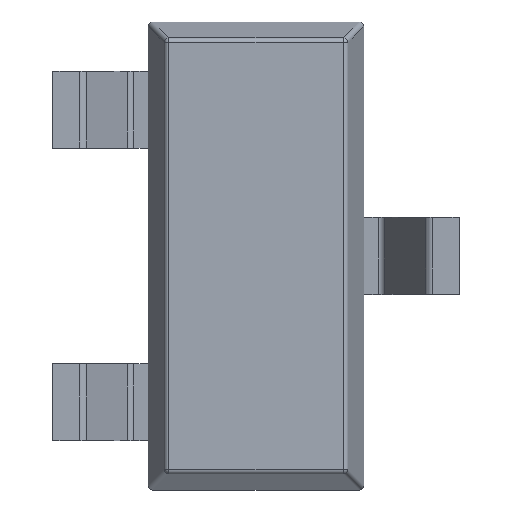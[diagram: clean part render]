
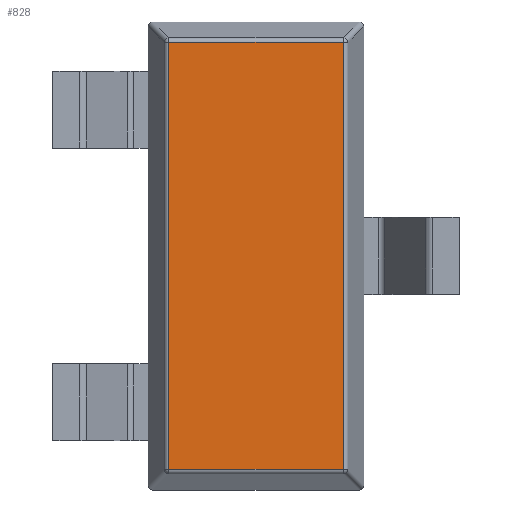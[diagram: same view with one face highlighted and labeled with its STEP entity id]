
A CAD part, top view. The second image highlights one B-rep face of the part: STEP entity #828.
In plain terms, the highlighted planar face has unit normal (0, 0, 1).
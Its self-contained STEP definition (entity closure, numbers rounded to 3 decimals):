
#225 = VERTEX_POINT ( 'NONE', #3707 ) ;
#231 = CARTESIAN_POINT ( 'NONE',  ( -0.567, 1.52, 0.51 ) ) ;
#286 = EDGE_CURVE ( 'NONE', #514, #225, #1143, .T. ) ;
#334 = LINE ( 'NONE', #231, #3345 ) ;
#514 = VERTEX_POINT ( 'NONE', #1757 ) ;
#525 = LINE ( 'NONE', #2850, #1214 ) ;
#529 = DIRECTION ( 'NONE',  ( 0., 1., 0. ) ) ;
#641 = ORIENTED_EDGE ( 'NONE', *, *, #1999, .T. ) ;
#828 = ADVANCED_FACE ( 'NONE', ( #3671 ), #1661, .F. ) ;
#968 = EDGE_CURVE ( 'NONE', #1781, #2775, #1847, .T. ) ;
#1096 = DIRECTION ( 'NONE',  ( 0., 0., -1. ) ) ;
#1143 = LINE ( 'NONE', #1449, #2584 ) ;
#1214 = VECTOR ( 'NONE', #529, 1000. ) ;
#1446 = EDGE_LOOP ( 'NONE', ( #2529, #641, #2604, #2310 ) ) ;
#1449 = CARTESIAN_POINT ( 'NONE',  ( -0.59, -1.387, 0.51 ) ) ;
#1661 = PLANE ( 'NONE',  #2659 ) ;
#1685 = EDGE_CURVE ( 'NONE', #225, #1781, #525, .T. ) ;
#1736 = CARTESIAN_POINT ( 'NONE',  ( 0.567, 1.387, 0.51 ) ) ;
#1738 = DIRECTION ( 'NONE',  ( -1., 0., 0. ) ) ;
#1757 = CARTESIAN_POINT ( 'NONE',  ( -0.567, -1.387, 0.51 ) ) ;
#1781 = VERTEX_POINT ( 'NONE', #1736 ) ;
#1847 = LINE ( 'NONE', #2881, #3414 ) ;
#1999 = EDGE_CURVE ( 'NONE', #2775, #514, #334, .T. ) ;
#2270 = DIRECTION ( 'NONE',  ( 0., -1., 0. ) ) ;
#2310 = ORIENTED_EDGE ( 'NONE', *, *, #1685, .T. ) ;
#2359 = DIRECTION ( 'NONE',  ( 1., 0., 0. ) ) ;
#2529 = ORIENTED_EDGE ( 'NONE', *, *, #968, .T. ) ;
#2584 = VECTOR ( 'NONE', #2359, 1000. ) ;
#2604 = ORIENTED_EDGE ( 'NONE', *, *, #286, .T. ) ;
#2659 = AXIS2_PLACEMENT_3D ( 'NONE', #2817, #1096, #3122 ) ;
#2727 = CARTESIAN_POINT ( 'NONE',  ( -0.567, 1.387, 0.51 ) ) ;
#2775 = VERTEX_POINT ( 'NONE', #2727 ) ;
#2817 = CARTESIAN_POINT ( 'NONE',  ( -0.59, 1.52, 0.51 ) ) ;
#2850 = CARTESIAN_POINT ( 'NONE',  ( 0.567, 1.52, 0.51 ) ) ;
#2881 = CARTESIAN_POINT ( 'NONE',  ( -0.59, 1.387, 0.51 ) ) ;
#3122 = DIRECTION ( 'NONE',  ( -1., 0., 0. ) ) ;
#3345 = VECTOR ( 'NONE', #2270, 1000. ) ;
#3414 = VECTOR ( 'NONE', #1738, 1000. ) ;
#3671 = FACE_OUTER_BOUND ( 'NONE', #1446, .T. ) ;
#3707 = CARTESIAN_POINT ( 'NONE',  ( 0.567, -1.387, 0.51 ) ) ;
